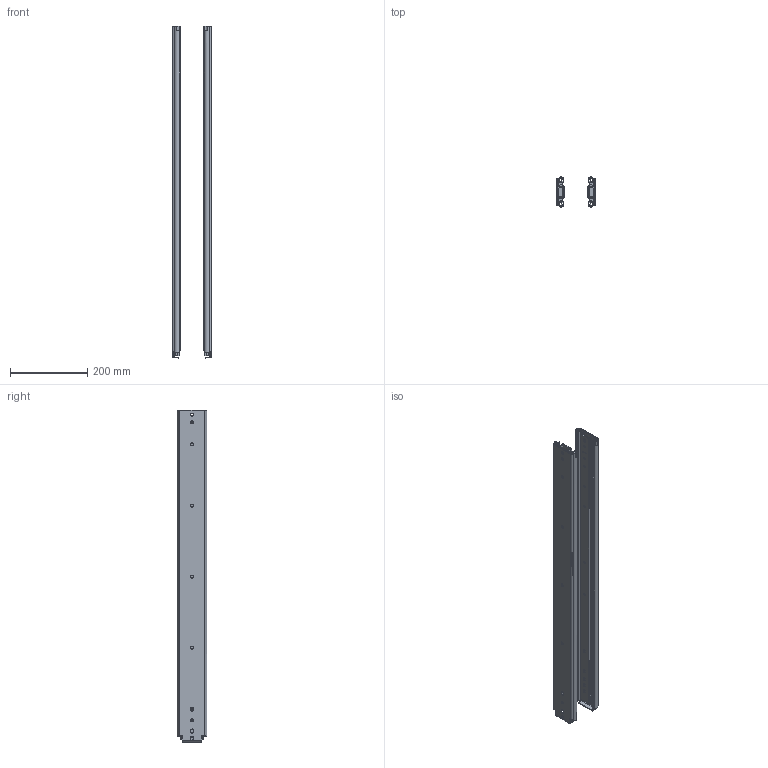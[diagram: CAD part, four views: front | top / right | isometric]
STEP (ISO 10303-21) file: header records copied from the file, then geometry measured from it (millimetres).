
FILE_DESCRIPTION( ( 'STEP AP214' ), '1' );
FILE_NAME( 'K1581.08601000.stp', '2020-12-15T11:36:01', ( 'License CC BY-ND 4.0' ), ( 'CADENAS' ), ' ', 'PARTsolutions', ' ' );
FILE_SCHEMA( ( 'AUTOMOTIVE_DESIGN { 1 0 10303 214 1 1 1 1 }' ) );
Length unit declared in the file: millimetre
Products named in the file (4): K1581.08601000; _k1581_schiene860; _k1581_schiene1860; _k1581_auszug860
Assembly tree (6 placements, depth 2):
  K1581.08601000
    _k1581_schiene860  x2
    _k1581_schiene1860  x2
    _k1581_auszug860  x2
Bounding box: 100 x 76.37 x 860 mm (x, y, z)
Volume: 842556.8 mm3; surface area: 773387.5 mm2
Topology: 6 solids, 6 shells, 360 faces, 1012 edges, 660 vertices
Faces by surface type: plane 180, cylinder 154, cone 26
Full cylindrical faces by diameter (mm): 5.16 x14, 7.36 x14, 9.52 x2
Entity records: 7363 total; most frequent: CARTESIAN_POINT 1061, DIRECTION 1035, ORIENTED_EDGE 952, EDGE_CURVE 476, AXIS2_PLACEMENT_3D 376, VERTEX_POINT 322, LINE 283, VECTOR 283
